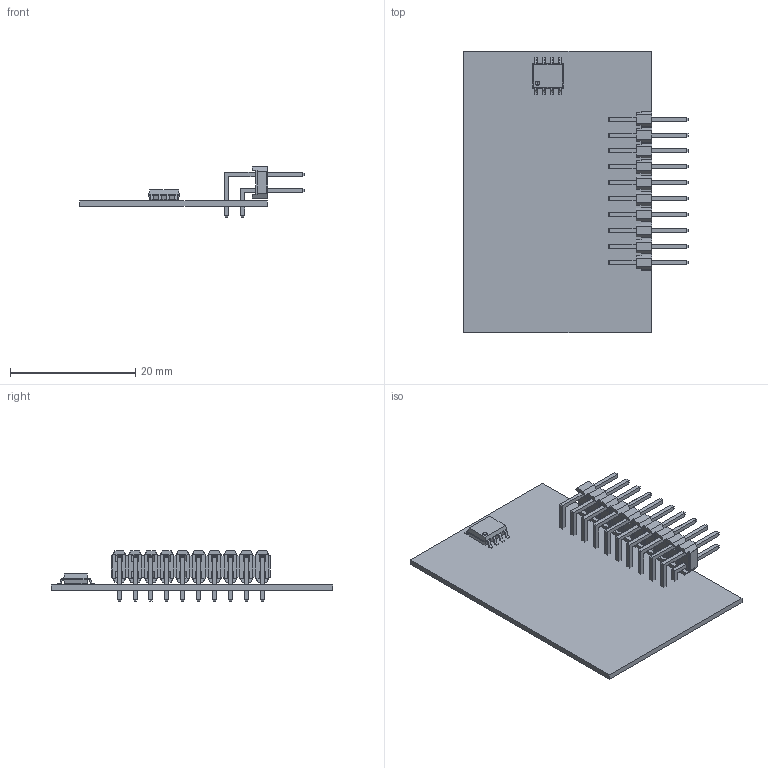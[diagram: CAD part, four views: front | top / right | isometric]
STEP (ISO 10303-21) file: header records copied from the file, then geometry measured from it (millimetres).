
FILE_DESCRIPTION(('Open CASCADE Model'),'2;1');
FILE_NAME('Open CASCADE Shape Model','2019-01-07T23:28:18',('Author'),( 'Open CASCADE'),'Open CASCADE STEP processor 6.8','Open CASCADE 6.8' ,'Unknown');
FILE_SCHEMA(('AUTOMOTIVE_DESIGN { 1 0 10303 214 1 1 1 1 }'));
Length unit declared in the file: millimetre
Products named in the file (6): PCB; Board; U1; SOIC-8-1; J1; C010DBAN-M71RC
Assembly tree (5 placements, depth 3):
  PCB
    Board
    U1
      SOIC-8-1
    J1
      C010DBAN-M71RC
Bounding box: 35.93 x 45 x 8.05 mm (x, y, z)
Volume: 1540.4 mm3; surface area: 4289.3 mm2
Topology: 23 solids, 23 shells, 860 faces, 2119 edges, 1306 vertices
Faces by surface type: plane 786, cylinder 72, sphere 2
Entity records: 25045 total; most frequent: CARTESIAN_POINT 4291, ORIENTED_EDGE 4238, DIRECTION 3998, EDGE_CURVE 2119, LINE 1972, VECTOR 1972, VERTEX_POINT 1306, AXIS2_PLACEMENT_3D 1013
